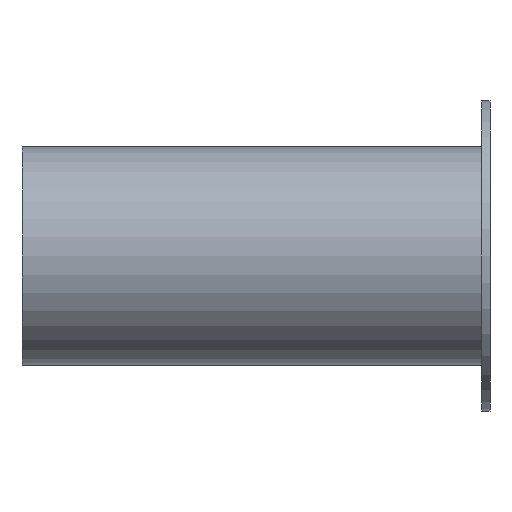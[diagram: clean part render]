
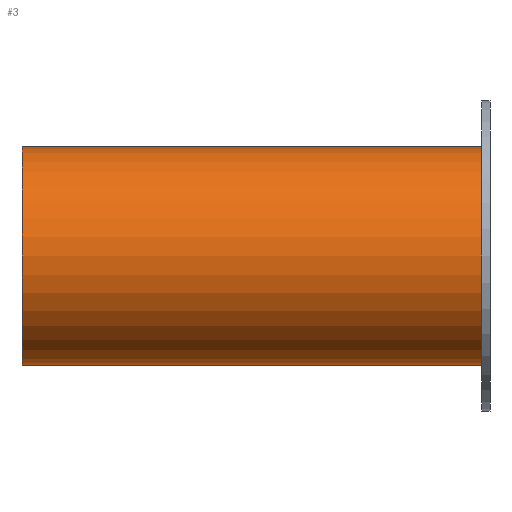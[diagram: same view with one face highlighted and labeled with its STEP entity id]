
A CAD part, left-side view. The second image highlights one B-rep face of the part: STEP entity #3.
In plain terms, the highlighted cylindrical face has radius 38.7 mm (diameter 77.4 mm), a partial arc.
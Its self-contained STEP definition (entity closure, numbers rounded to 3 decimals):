
#3 = ADVANCED_FACE ( 'NONE', ( #539 ), #575, .T. ) ;
#37 = DIRECTION ( 'NONE',  ( 0., 0., -1. ) ) ;
#41 = CARTESIAN_POINT ( 'NONE',  ( 0., 3., -38.7 ) ) ;
#48 = CARTESIAN_POINT ( 'NONE',  ( 0., 163., 0. ) ) ;
#49 = DIRECTION ( 'NONE',  ( 0., -1., 0. ) ) ;
#170 = AXIS2_PLACEMENT_3D ( 'NONE', #372, #373, #374 ) ;
#196 = AXIS2_PLACEMENT_3D ( 'NONE', #234, #238, #240 ) ;
#232 = CARTESIAN_POINT ( 'NONE',  ( 0., 163., -38.7 ) ) ;
#234 = CARTESIAN_POINT ( 'NONE',  ( 0., 166., 0. ) ) ;
#238 = DIRECTION ( 'NONE',  ( 0., 1., 0. ) ) ;
#239 = AXIS2_PLACEMENT_3D ( 'NONE', #48, #49, #37 ) ;
#240 = DIRECTION ( 'NONE',  ( 0., 0., 1. ) ) ;
#243 = DIRECTION ( 'NONE',  ( 0., -1., 0. ) ) ;
#257 = EDGE_CURVE ( 'NONE', #663, #627, #509, .T. ) ;
#259 = EDGE_CURVE ( 'NONE', #663, #707, #507, .T. ) ;
#296 = EDGE_CURVE ( 'NONE', #627, #666, #478, .T. ) ;
#310 = EDGE_CURVE ( 'NONE', #707, #666, #463, .T. ) ;
#349 = DIRECTION ( 'NONE',  ( 0., -1., 0. ) ) ;
#353 = CARTESIAN_POINT ( 'NONE',  ( 0., 163., 38.7 ) ) ;
#372 = CARTESIAN_POINT ( 'NONE',  ( 0., 3., 0. ) ) ;
#373 = DIRECTION ( 'NONE',  ( 0., 1., 0. ) ) ;
#374 = DIRECTION ( 'NONE',  ( 0., 0., 1. ) ) ;
#436 = CARTESIAN_POINT ( 'NONE',  ( 0., 166., -38.7 ) ) ;
#443 = CARTESIAN_POINT ( 'NONE',  ( 0., 166., 38.7 ) ) ;
#449 = CARTESIAN_POINT ( 'NONE',  ( 0., 3., 38.7 ) ) ;
#463 = CIRCLE ( 'NONE', #170, 38.7 ) ;
#470 = VECTOR ( 'NONE', #349, 1000. ) ;
#478 = LINE ( 'NONE', #353, #470 ) ;
#503 = VECTOR ( 'NONE', #243, 1000. ) ;
#507 = LINE ( 'NONE', #232, #503 ) ;
#509 = CIRCLE ( 'NONE', #196, 38.7 ) ;
#539 = FACE_OUTER_BOUND ( 'NONE', #544, .T. ) ;
#544 = EDGE_LOOP ( 'NONE', ( #752, #594, #747, #545 ) ) ;
#545 = ORIENTED_EDGE ( 'NONE', *, *, #310, .T. ) ;
#575 = CYLINDRICAL_SURFACE ( 'NONE', #239, 38.7 ) ;
#594 = ORIENTED_EDGE ( 'NONE', *, *, #257, .F. ) ;
#627 = VERTEX_POINT ( 'NONE', #443 ) ;
#663 = VERTEX_POINT ( 'NONE', #436 ) ;
#666 = VERTEX_POINT ( 'NONE', #449 ) ;
#707 = VERTEX_POINT ( 'NONE', #41 ) ;
#747 = ORIENTED_EDGE ( 'NONE', *, *, #259, .T. ) ;
#752 = ORIENTED_EDGE ( 'NONE', *, *, #296, .F. ) ;
